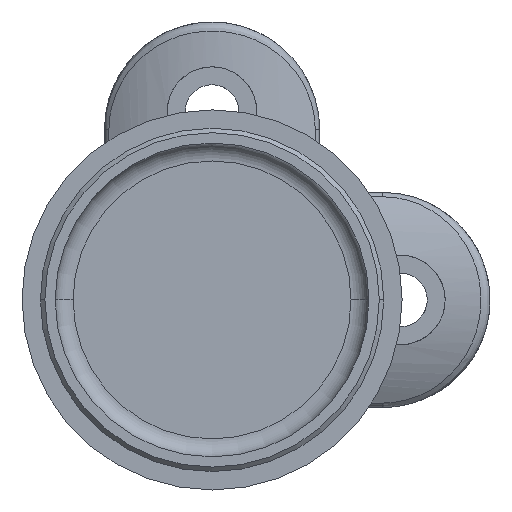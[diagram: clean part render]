
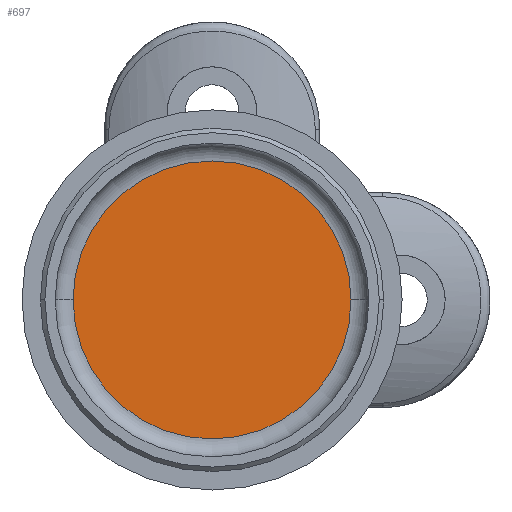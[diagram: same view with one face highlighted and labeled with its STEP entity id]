
A CAD part, front view. The second image highlights one B-rep face of the part: STEP entity #697.
In plain terms, the highlighted planar face has unit normal (0, -1, 0).
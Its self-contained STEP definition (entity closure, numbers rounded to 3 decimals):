
#67 = ORIENTED_EDGE ( 'NONE', *, *, #1016, .F. ) ;
#113 = VERTEX_POINT ( 'NONE', #367 ) ;
#259 = CARTESIAN_POINT ( 'NONE',  ( 0., 0., 0. ) ) ;
#367 = CARTESIAN_POINT ( 'NONE',  ( 15.5, 0., 0. ) ) ;
#466 = DIRECTION ( 'NONE',  ( -1., 0., 0. ) ) ;
#576 = CIRCLE ( 'NONE', #710, 15.5 ) ;
#591 = DIRECTION ( 'NONE',  ( 0., 1., 0. ) ) ;
#697 = ADVANCED_FACE ( 'NONE', ( #1279 ), #1996, .F. ) ;
#710 = AXIS2_PLACEMENT_3D ( 'NONE', #1732, #591, #789 ) ;
#789 = DIRECTION ( 'NONE',  ( -1., 0., 0. ) ) ;
#818 = CARTESIAN_POINT ( 'NONE',  ( 0., 0., 0. ) ) ;
#1009 = DIRECTION ( 'NONE',  ( -1., 0., 0. ) ) ;
#1015 = DIRECTION ( 'NONE',  ( 0., 1., 0. ) ) ;
#1016 = EDGE_CURVE ( 'NONE', #1631, #113, #2502, .T. ) ;
#1197 = ORIENTED_EDGE ( 'NONE', *, *, #1260, .F. ) ;
#1260 = EDGE_CURVE ( 'NONE', #113, #1631, #576, .T. ) ;
#1279 = FACE_OUTER_BOUND ( 'NONE', #2062, .T. ) ;
#1568 = CARTESIAN_POINT ( 'NONE',  ( -15.5, 0., 0. ) ) ;
#1610 = DIRECTION ( 'NONE',  ( 0., 1., 0. ) ) ;
#1631 = VERTEX_POINT ( 'NONE', #1568 ) ;
#1732 = CARTESIAN_POINT ( 'NONE',  ( 0., 0., 0. ) ) ;
#1996 = PLANE ( 'NONE',  #2107 ) ;
#2012 = AXIS2_PLACEMENT_3D ( 'NONE', #259, #1610, #466 ) ;
#2062 = EDGE_LOOP ( 'NONE', ( #67, #1197 ) ) ;
#2107 = AXIS2_PLACEMENT_3D ( 'NONE', #818, #1015, #1009 ) ;
#2502 = CIRCLE ( 'NONE', #2012, 15.5 ) ;
